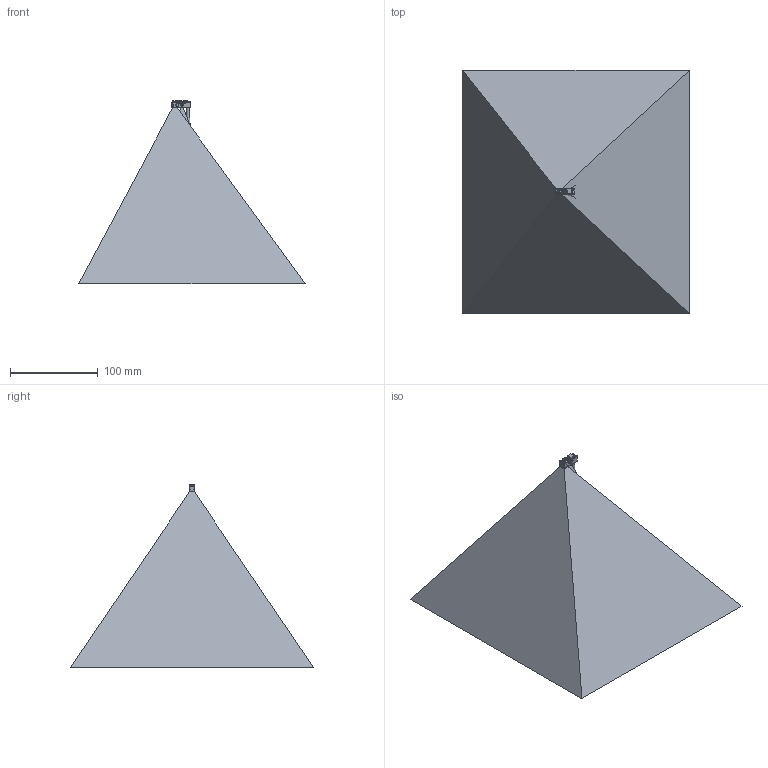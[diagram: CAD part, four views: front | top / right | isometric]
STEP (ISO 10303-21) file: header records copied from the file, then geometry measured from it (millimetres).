
FILE_DESCRIPTION((''),'2;1');
FILE_NAME('EM3108-WAIGUANG-','2020-06-23T16:41:06',('Administrator'),(''),'CREO PARAMETRIC BY PTC INC, 2018020','CREO PARAMETRIC BY PTC INC, 2018020','');
FILE_SCHEMA(('CONFIG_CONTROL_DESIGN','GEOMETRIC_VALIDATION_PROPERTIES_MIM'));
Length unit declared in the file: millimetre
Products named in the file (1): EM3108-WAIGUANG-
Bounding box: 257.59 x 276.79 x 208.5 mm (x, y, z)
Volume: 812.4 mm3; surface area: 194590.9 mm2
Topology: 1 solids, 6 shells, 982 faces, 2693 edges, 1716 vertices
Faces by surface type: plane 805, cylinder 114, cone 31, bspline 28, torus 4
Entity records: 36319 total; most frequent: CARTESIAN_POINT 11174, ORIENTED_EDGE 5362, DIRECTION 4881, EDGE_CURVE 2694, VECTOR 2101, LINE 2101, VERTEX_POINT 1717, AXIS2_PLACEMENT_3D 1390
